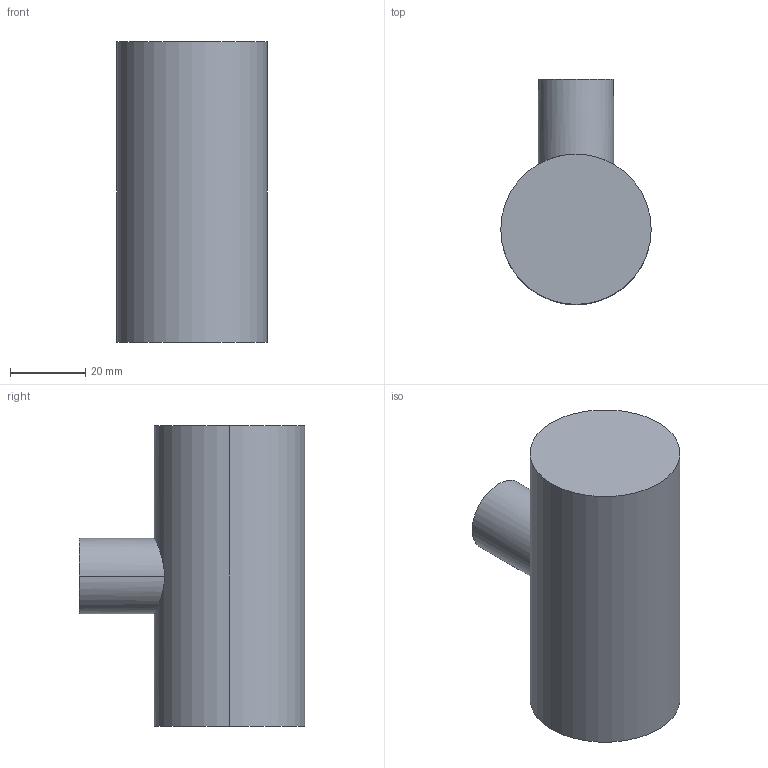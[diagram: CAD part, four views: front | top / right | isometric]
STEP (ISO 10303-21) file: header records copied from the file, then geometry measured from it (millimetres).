
FILE_DESCRIPTION(('produced by SPATIAL CORP'),'2;1');
FILE_NAME('ex45.hh.sat.stp', '2002-04-19T11:06:08+00:00',('SPATIAL CORP'),('SPATIAL CORP'), 'ACIS STEP Husk','http://www.spatial.com','SPATIAL CORP');
FILE_SCHEMA(('CONFIG_CONTROL_DESIGN'));
Length unit declared in the file: millimetre
Products named in the file (1): PRODUCT_ID_1
Bounding box: 40 x 60 x 80 mm (x, y, z)
Volume: 107017.2 mm3; surface area: 13894.8 mm2
Topology: 1 solids, 1 shells, 7 faces, 12 edges, 8 vertices
Faces by surface type: cylinder 4, plane 3
Entity records: 294 total; most frequent: CARTESIAN_POINT 88, ORIENTED_EDGE 24, DIRECTION 20, EDGE_CURVE 12, VERTEX_POINT 8, AXIS2_PLACEMENT_3D 8, EDGE_LOOP 8, FACE_BOUND 8
